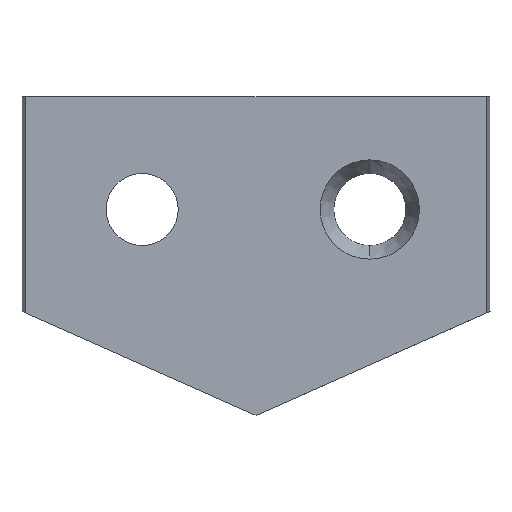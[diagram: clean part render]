
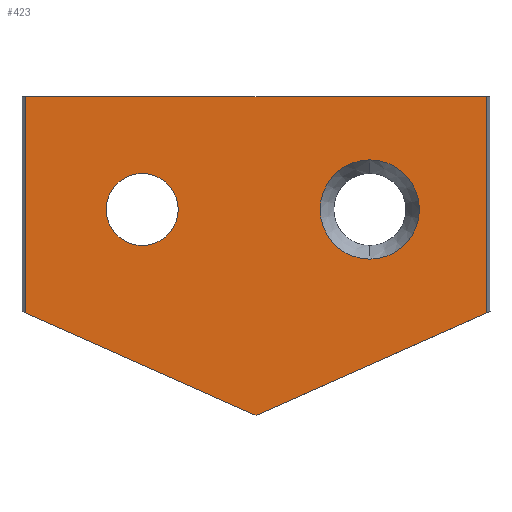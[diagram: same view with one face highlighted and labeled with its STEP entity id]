
A CAD part, left-side view. The second image highlights one B-rep face of the part: STEP entity #423.
In plain terms, the highlighted planar face has unit normal (-1, 0, 0).
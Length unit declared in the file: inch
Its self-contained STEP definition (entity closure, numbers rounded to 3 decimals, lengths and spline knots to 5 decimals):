
#18=CARTESIAN_POINT('',(-0.0781,0.20063,-0.19902));
#19=DIRECTION('',(-1.,0.,0.));
#20=DIRECTION('',(0.,0.,-1.));
#21=AXIS2_PLACEMENT_3D('',#18,#19,#20);
#27=CARTESIAN_POINT('',(-0.0781,0.20063,-0.19902));
#28=DIRECTION('',(-1.,0.,0.));
#29=DIRECTION('',(0.,0.,1.));
#30=AXIS2_PLACEMENT_3D('',#27,#28,#29);
#35=CARTESIAN_POINT('',(-0.0781,-0.20063,-0.19902));
#36=DIRECTION('',(1.,0.,0.));
#37=DIRECTION('',(0.,0.,-1.));
#38=AXIS2_PLACEMENT_3D('',#35,#36,#37);
#43=CARTESIAN_POINT('',(-0.0781,-0.20063,-0.19902));
#44=DIRECTION('',(1.,0.,0.));
#45=DIRECTION('',(0.,0.,1.));
#46=AXIS2_PLACEMENT_3D('',#43,#44,#45);
#51=DIRECTION('',(0.,0.,1.));
#52=VECTOR('',#51,0.38128);
#53=CARTESIAN_POINT('',(-0.0781,-0.4059,-0.38128));
#54=LINE('',#53,#52);
#58=DIRECTION('',(0.,0.914,-0.407));
#59=VECTOR('',#58,0.44432);
#60=CARTESIAN_POINT('',(-0.0781,-0.4059,-0.38128));
#61=LINE('',#60,#59);
#65=DIRECTION('',(0.,0.914,0.407));
#66=VECTOR('',#65,0.44432);
#67=CARTESIAN_POINT('',(-0.0781,0.,-0.562));
#68=LINE('',#67,#66);
#72=DIRECTION('',(0.,0.,1.));
#73=VECTOR('',#72,0.38128);
#74=CARTESIAN_POINT('',(-0.0781,0.4059,-0.38128));
#75=LINE('',#74,#73);
#79=DIRECTION('',(0.,-1.,0.));
#80=VECTOR('',#79,0.81181);
#81=CARTESIAN_POINT('',(-0.0781,0.4059,0.));
#82=LINE('',#81,#80);
#342=CARTESIAN_POINT('',(-0.0781,0.,-0.562));
#344=VERTEX_POINT('',#342);
#354=CARTESIAN_POINT('',(-0.0781,0.20063,-0.26252));
#355=CARTESIAN_POINT('',(-0.0781,0.20063,-0.13552));
#356=VERTEX_POINT('',#354);
#357=VERTEX_POINT('',#355);
#362=CARTESIAN_POINT('',(-0.0781,-0.4059,-0.38128));
#363=CARTESIAN_POINT('',(-0.0781,-0.4059,0.));
#364=VERTEX_POINT('',#362);
#365=VERTEX_POINT('',#363);
#366=CARTESIAN_POINT('',(-0.0781,0.4059,-0.38128));
#367=CARTESIAN_POINT('',(-0.0781,0.4059,0.));
#368=VERTEX_POINT('',#366);
#369=VERTEX_POINT('',#367);
#386=CARTESIAN_POINT('',(-0.0781,-0.20063,-0.28652));
#387=CARTESIAN_POINT('',(-0.0781,-0.20063,-0.11152));
#388=VERTEX_POINT('',#386);
#389=VERTEX_POINT('',#387);
#394=CARTESIAN_POINT('',(-0.0781,0.,0.));
#395=DIRECTION('',(1.,0.,0.));
#396=DIRECTION('',(0.,0.,-1.));
#397=AXIS2_PLACEMENT_3D('',#394,#395,#396);
#398=PLANE('',#397);
#400=ORIENTED_EDGE('',*,*,#399,.F.);
#402=ORIENTED_EDGE('',*,*,#401,.T.);
#404=ORIENTED_EDGE('',*,*,#403,.T.);
#406=ORIENTED_EDGE('',*,*,#405,.T.);
#408=ORIENTED_EDGE('',*,*,#407,.T.);
#409=EDGE_LOOP('',(#400,#402,#404,#406,#408));
#410=FACE_OUTER_BOUND('',#409,.F.);
#412=ORIENTED_EDGE('',*,*,#411,.F.);
#414=ORIENTED_EDGE('',*,*,#413,.F.);
#415=EDGE_LOOP('',(#412,#414));
#416=FACE_BOUND('',#415,.F.);
#418=ORIENTED_EDGE('',*,*,#417,.T.);
#420=ORIENTED_EDGE('',*,*,#419,.T.);
#421=EDGE_LOOP('',(#418,#420));
#422=FACE_BOUND('',#421,.F.);
#22=CIRCLE('',#21,0.0635);
#31=CIRCLE('',#30,0.0635);
#39=CIRCLE('',#38,0.0875);
#47=CIRCLE('',#46,0.0875);
#399=EDGE_CURVE('',#364,#365,#54,.T.);
#401=EDGE_CURVE('',#364,#344,#61,.T.);
#403=EDGE_CURVE('',#344,#368,#68,.T.);
#405=EDGE_CURVE('',#368,#369,#75,.T.);
#407=EDGE_CURVE('',#369,#365,#82,.T.);
#411=EDGE_CURVE('',#388,#389,#39,.T.);
#413=EDGE_CURVE('',#389,#388,#47,.T.);
#417=EDGE_CURVE('',#356,#357,#22,.T.);
#419=EDGE_CURVE('',#357,#356,#31,.T.);
#423=ADVANCED_FACE('',(#410,#416,#422),#398,.F.);
